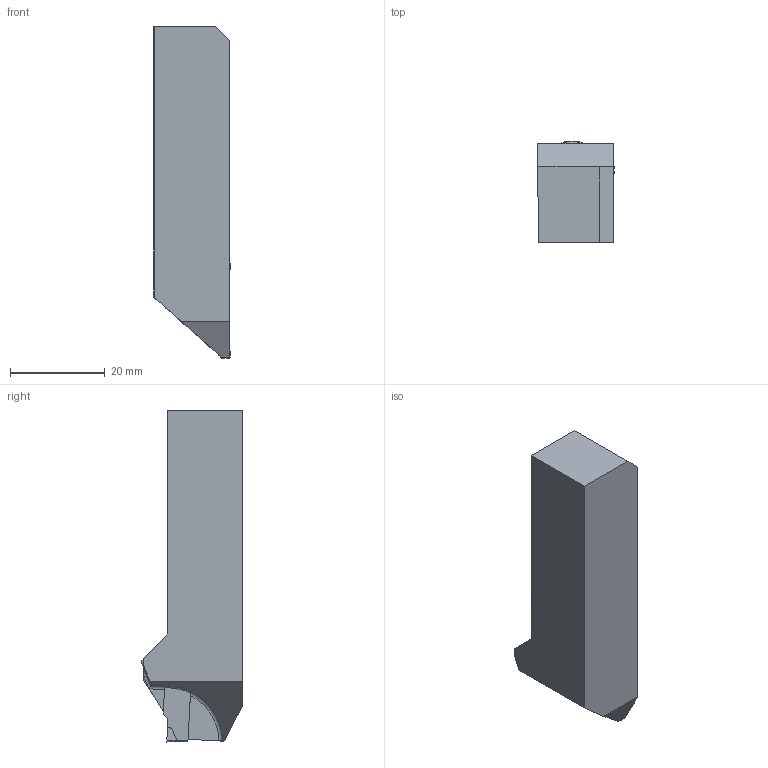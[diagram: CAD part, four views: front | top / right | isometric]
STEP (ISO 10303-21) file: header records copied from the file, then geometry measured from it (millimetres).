
FILE_DESCRIPTION(/* description */ (''),/* implementation_level */ '2;1');
FILE_NAME(/* name */ '1616074711970.stp',/* time_stamp */ '2021-03-18T19:08:52+06:00',/* author */ (''),/* organization */ ('SMS'),/* preprocessor_version */ 'ST-DEVELOPER v16.7',/* originating_system */ 'SIEMENS PLM Software NX 12.0',/* authorisation */ '');
FILE_SCHEMA (('AUTOMOTIVE_DESIGN { 1 0 10303 214 3 1 1 1 }'));
Length unit declared in the file: millimetre
Products named in the file (4): 201539460mod000_00; ASSEMBLY_CONSTRUCTION; 203381559mod000_00; 203381570mod000_00
Assembly tree (3 placements, depth 2):
  203381570mod000_00
    203381559mod000_00
    ASSEMBLY_CONSTRUCTION
    201539460mod000_00
Bounding box: 16.12 x 21.47 x 70 mm (x, y, z)
Volume: 16134.7 mm3; surface area: 4987.4 mm2
Topology: 2 solids, 2 shells, 95 faces, 263 edges, 180 vertices
Faces by surface type: plane 50, cylinder 29, cone 8, extrusion 6, torus 2
Entity records: 3570 total; most frequent: CARTESIAN_POINT 1001, ORIENTED_EDGE 520, DIRECTION 488, EDGE_CURVE 260, VERTEX_POINT 171, AXIS2_PLACEMENT_3D 168, VECTOR 152, LINE 146
